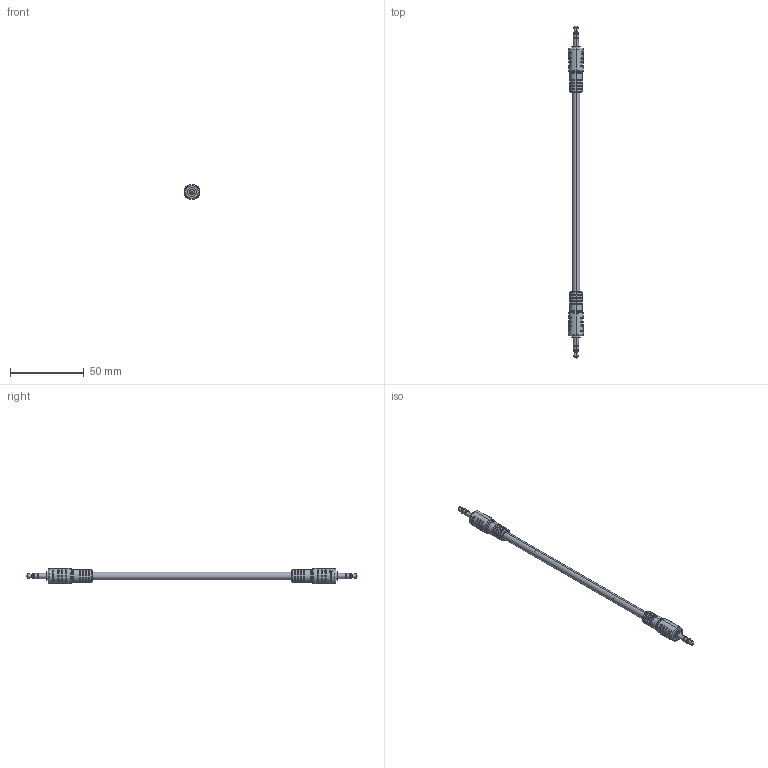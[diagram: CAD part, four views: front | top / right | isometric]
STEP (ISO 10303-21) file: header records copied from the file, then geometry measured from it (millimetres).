
FILE_DESCRIPTION (( 'STEP AP214' ), '1' );
FILE_NAME ('VMA00001.STEP', '2017-12-08T14:33:51', ( '' ), ( '' ), 'SwSTEP 2.0', 'SolidWorks 2014', '' );
FILE_SCHEMA (( 'AUTOMOTIVE_DESIGN' ));
Length unit declared in the file: inch
Products named in the file (6): 3AB13-015; MTN-238; MTN-188; 1AA12-011; 1AL08-435; VMA00001
Assembly tree (6 placements, depth 3):
  VMA00001
    1AL08-435
    3AB13-015  x2
      1AA12-011
      MTN-188
      MTN-238
Bounding box: 10.67 x 224.82 x 10.16 mm (x, y, z)
Volume: 8165.8 mm3; surface area: 11812.1 mm2
Topology: 7 solids, 10 shells, 709 faces, 1811 edges, 1174 vertices
Faces by surface type: plane 370, cylinder 151, bspline 120, torus 48, cone 20
Entity records: 13703 total; most frequent: CARTESIAN_POINT 4211, ORIENTED_EDGE 1874, DIRECTION 1771, EDGE_CURVE 937, AXIS2_PLACEMENT_3D 664, VERTEX_POINT 608, VECTOR 443, LINE 443
